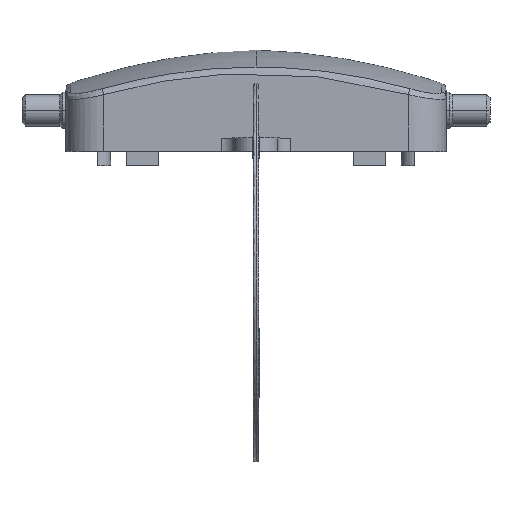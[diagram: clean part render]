
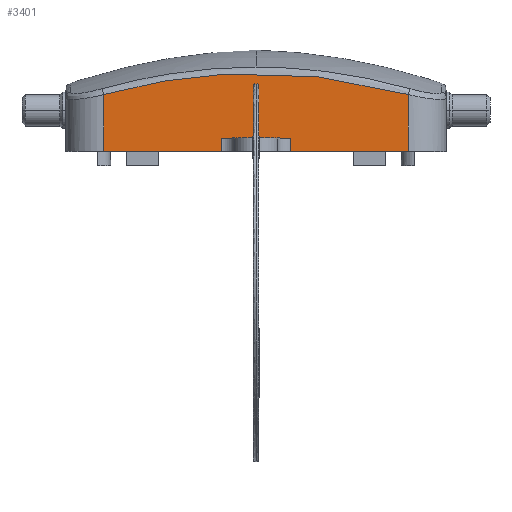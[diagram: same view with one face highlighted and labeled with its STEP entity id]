
A CAD part, top view. The second image highlights one B-rep face of the part: STEP entity #3401.
In plain terms, the highlighted planar face has unit normal (0, 0, 1).
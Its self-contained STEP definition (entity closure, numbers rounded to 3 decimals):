
#93 = LINE ( 'NONE', #991, #7677 ) ;
#250 = CARTESIAN_POINT ( 'NONE',  ( -24., 20., 41.625 ) ) ;
#307 = CARTESIAN_POINT ( 'NONE',  ( -24., 2.1, 41.625 ) ) ;
#474 = LINE ( 'NONE', #2360, #4556 ) ;
#510 = CARTESIAN_POINT ( 'NONE',  ( 24., 20., 41.625 ) ) ;
#630 = CARTESIAN_POINT ( 'NONE',  ( -10.053, 11.745, 41.625 ) ) ;
#956 = DIRECTION ( 'NONE',  ( 0., -1., 0. ) ) ;
#991 = CARTESIAN_POINT ( 'NONE',  ( -5.449, 20., 41.625 ) ) ;
#1085 = FACE_OUTER_BOUND ( 'NONE', #7407, .T. ) ;
#1215 = CARTESIAN_POINT ( 'NONE',  ( 20.072, 10.05, 41.625 ) ) ;
#1246 = CARTESIAN_POINT ( 'NONE',  ( -20.069, 10.051, 41.625 ) ) ;
#1688 = VERTEX_POINT ( 'NONE', #1935 ) ;
#1715 = DIRECTION ( 'NONE',  ( 1., 0., 0. ) ) ;
#1747 = CARTESIAN_POINT ( 'NONE',  ( 24., 0., 41.625 ) ) ;
#1748 = ORIENTED_EDGE ( 'NONE', *, *, #6686, .T. ) ;
#1774 = VERTEX_POINT ( 'NONE', #1747 ) ;
#1798 = VECTOR ( 'NONE', #956, 1000. ) ;
#1935 = CARTESIAN_POINT ( 'NONE',  ( -24., 0., 41.625 ) ) ;
#1983 = VECTOR ( 'NONE', #3345, 1000. ) ;
#2076 = PLANE ( 'NONE',  #4331 ) ;
#2118 = LINE ( 'NONE', #510, #3740 ) ;
#2163 = EDGE_CURVE ( 'NONE', #5374, #1774, #5583, .T. ) ;
#2360 = CARTESIAN_POINT ( 'NONE',  ( -24., 0., 41.625 ) ) ;
#2461 = EDGE_CURVE ( 'NONE', #1688, #6087, #474, .T. ) ;
#2613 = VECTOR ( 'NONE', #5233, 1000. ) ;
#2679 = DIRECTION ( 'NONE',  ( 0., 0., -1. ) ) ;
#2733 = CARTESIAN_POINT ( 'NONE',  ( -24., 2.1, 41.625 ) ) ;
#3063 = CARTESIAN_POINT ( 'NONE',  ( 8.149, 12.017, 41.625 ) ) ;
#3255 = EDGE_CURVE ( 'NONE', #6647, #4813, #4615, .T. ) ;
#3345 = DIRECTION ( 'NONE',  ( -1., 0., 0. ) ) ;
#3354 = CARTESIAN_POINT ( 'NONE',  ( -5.449, 0., 41.625 ) ) ;
#3401 = ADVANCED_FACE ( 'NONE', ( #1085 ), #2076, .F. ) ;
#3417 = LINE ( 'NONE', #5170, #1798 ) ;
#3445 = CARTESIAN_POINT ( 'NONE',  ( 5.449, 0., 41.625 ) ) ;
#3490 = DIRECTION ( 'NONE',  ( 0., 1., 0. ) ) ;
#3583 = ORIENTED_EDGE ( 'NONE', *, *, #3255, .F. ) ;
#3637 = EDGE_CURVE ( 'NONE', #5946, #1774, #2118, .T. ) ;
#3679 = CARTESIAN_POINT ( 'NONE',  ( -1.926, 12.317, 41.625 ) ) ;
#3740 = VECTOR ( 'NONE', #4169, 1000. ) ;
#3773 = B_SPLINE_CURVE_WITH_KNOTS ( 'NONE', 3,
 ( #4858, #1215, #6624, #3063, #7175, #3679, #7754, #4293, #630, #4879, #1246, #5490 ),
 .UNSPECIFIED., .F., .F.,
 ( 4, 2, 2, 2, 2, 4 ),
 ( 0., 0.012, 0.024, 0.03, 0.036, 0.048 ),
 .UNSPECIFIED. ) ;
#3926 = CARTESIAN_POINT ( 'NONE',  ( -24., 8.946, 41.625 ) ) ;
#3954 = CARTESIAN_POINT ( 'NONE',  ( 5.449, 2.1, 41.625 ) ) ;
#3979 = ORIENTED_EDGE ( 'NONE', *, *, #2163, .T. ) ;
#4169 = DIRECTION ( 'NONE',  ( 0., -1., 0. ) ) ;
#4174 = LINE ( 'NONE', #250, #7094 ) ;
#4293 = CARTESIAN_POINT ( 'NONE',  ( -8.027, 11.96, 41.625 ) ) ;
#4331 = AXIS2_PLACEMENT_3D ( 'NONE', #6257, #2679, #6839 ) ;
#4349 = ORIENTED_EDGE ( 'NONE', *, *, #6596, .F. ) ;
#4556 = VECTOR ( 'NONE', #1715, 1000. ) ;
#4561 = ORIENTED_EDGE ( 'NONE', *, *, #6389, .T. ) ;
#4615 = LINE ( 'NONE', #307, #2613 ) ;
#4766 = VECTOR ( 'NONE', #7301, 1000. ) ;
#4813 = VERTEX_POINT ( 'NONE', #6236 ) ;
#4858 = CARTESIAN_POINT ( 'NONE',  ( 24., 8.946, 41.625 ) ) ;
#4879 = CARTESIAN_POINT ( 'NONE',  ( -16.092, 10.892, 41.625 ) ) ;
#4948 = ORIENTED_EDGE ( 'NONE', *, *, #3637, .F. ) ;
#5033 = EDGE_CURVE ( 'NONE', #6560, #1688, #4174, .T. ) ;
#5170 = CARTESIAN_POINT ( 'NONE',  ( 5.449, 20., 41.625 ) ) ;
#5174 = DIRECTION ( 'NONE',  ( 0., -1., 0. ) ) ;
#5216 = LINE ( 'NONE', #2733, #1983 ) ;
#5233 = DIRECTION ( 'NONE',  ( -1., 0., 0. ) ) ;
#5374 = VERTEX_POINT ( 'NONE', #3445 ) ;
#5490 = CARTESIAN_POINT ( 'NONE',  ( -24., 8.946, 41.625 ) ) ;
#5583 = LINE ( 'NONE', #6768, #4766 ) ;
#5611 = EDGE_CURVE ( 'NONE', #5946, #6560, #3773, .T. ) ;
#5635 = CARTESIAN_POINT ( 'NONE',  ( 24., 8.946, 41.625 ) ) ;
#5927 = VERTEX_POINT ( 'NONE', #7388 ) ;
#5946 = VERTEX_POINT ( 'NONE', #5635 ) ;
#6087 = VERTEX_POINT ( 'NONE', #3354 ) ;
#6236 = CARTESIAN_POINT ( 'NONE',  ( 0., 2.1, 41.625 ) ) ;
#6257 = CARTESIAN_POINT ( 'NONE',  ( -24., 20., 41.625 ) ) ;
#6389 = EDGE_CURVE ( 'NONE', #6087, #5927, #93, .T. ) ;
#6455 = ORIENTED_EDGE ( 'NONE', *, *, #5033, .T. ) ;
#6560 = VERTEX_POINT ( 'NONE', #3926 ) ;
#6596 = EDGE_CURVE ( 'NONE', #4813, #5927, #5216, .T. ) ;
#6624 = CARTESIAN_POINT ( 'NONE',  ( 16.117, 10.885, 41.625 ) ) ;
#6647 = VERTEX_POINT ( 'NONE', #3954 ) ;
#6686 = EDGE_CURVE ( 'NONE', #6647, #5374, #3417, .T. ) ;
#6768 = CARTESIAN_POINT ( 'NONE',  ( -24., 0., 41.625 ) ) ;
#6839 = DIRECTION ( 'NONE',  ( -1., 0., 0. ) ) ;
#7080 = ORIENTED_EDGE ( 'NONE', *, *, #5611, .T. ) ;
#7094 = VECTOR ( 'NONE', #5174, 1000. ) ;
#7175 = CARTESIAN_POINT ( 'NONE',  ( 4.137, 12.311, 41.625 ) ) ;
#7301 = DIRECTION ( 'NONE',  ( 1., 0., 0. ) ) ;
#7388 = CARTESIAN_POINT ( 'NONE',  ( -5.449, 2.1, 41.625 ) ) ;
#7407 = EDGE_LOOP ( 'NONE', ( #4948, #7080, #6455, #7534, #4561, #4349, #3583, #1748, #3979 ) ) ;
#7534 = ORIENTED_EDGE ( 'NONE', *, *, #2461, .T. ) ;
#7677 = VECTOR ( 'NONE', #3490, 1000. ) ;
#7754 = CARTESIAN_POINT ( 'NONE',  ( -3.954, 12.247, 41.625 ) ) ;
